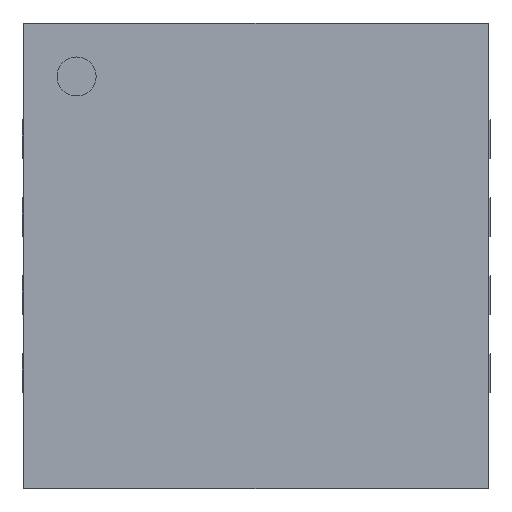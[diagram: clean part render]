
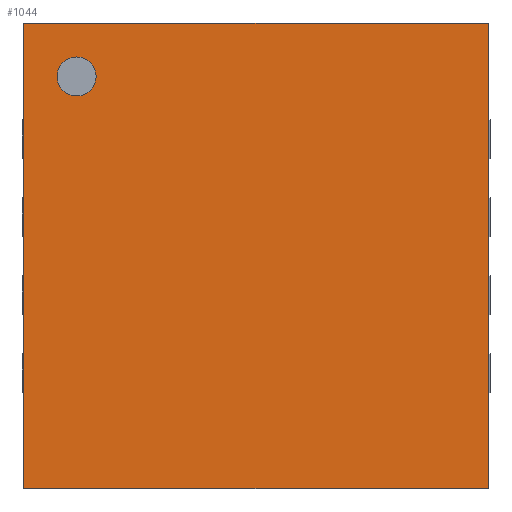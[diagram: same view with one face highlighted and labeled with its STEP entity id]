
A CAD part, top view. The second image highlights one B-rep face of the part: STEP entity #1044.
In plain terms, the highlighted planar face has unit normal (0, 0, 1).
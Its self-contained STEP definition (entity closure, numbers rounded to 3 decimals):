
#13=DIRECTION('',(0.,0.,1.));
#27=VECTOR('',#28,1.);
#28=DIRECTION('',(0.,-1.,0.));
#34=VECTOR('',#35,1.);
#35=DIRECTION('',(1.,0.,0.));
#367=VERTEX_POINT('',#368);
#368=CARTESIAN_POINT('',(1.49,1.49,0.82));
#371=EDGE_CURVE('',#367,#372,#374,.T.);
#372=VERTEX_POINT('',#373);
#373=CARTESIAN_POINT('',(1.49,-1.49,0.82));
#374=LINE('',#368,#27);
#451=VERTEX_POINT('',#452);
#452=CARTESIAN_POINT('',(-1.49,1.49,0.82));
#455=ORIENTED_EDGE('',*,*,#456,.F.);
#456=EDGE_CURVE('',#451,#367,#457,.T.);
#457=LINE('',#452,#34);
#490=ORIENTED_EDGE('',*,*,#491,.T.);
#491=EDGE_CURVE('',#451,#492,#494,.T.);
#492=VERTEX_POINT('',#493);
#493=CARTESIAN_POINT('',(-1.49,-1.49,0.82));
#494=LINE('',#452,#27);
#1040=EDGE_CURVE('',#492,#372,#1041,.T.);
#1041=LINE('',#493,#34);
#1044=ADVANCED_FACE('',(#1045,#1049),#1059,.T.);
#1045=FACE_BOUND('',#1046,.T.);
#1046=EDGE_LOOP('',(#455,#490,#1047,#1048));
#1047=ORIENTED_EDGE('',*,*,#1040,.T.);
#1048=ORIENTED_EDGE('',*,*,#371,.F.);
#1049=FACE_BOUND('',#1050,.T.);
#1050=EDGE_LOOP('',(#1051));
#1051=ORIENTED_EDGE('',*,*,#1052,.T.);
#1052=EDGE_CURVE('',#1053,#1053,#1055,.T.);
#1053=VERTEX_POINT('',#1054);
#1054=CARTESIAN_POINT('',(-1.15,1.025,0.82));
#1055=CIRCLE('',#1056,0.125);
#1056=AXIS2_PLACEMENT_3D('',#1057,#1058,#28);
#1057=CARTESIAN_POINT('',(-1.15,1.15,0.82));
#1058=DIRECTION('',(0.,0.,-1.));
#1059=PLANE('',#1060);
#1060=AXIS2_PLACEMENT_3D('',#452,#13,#28);
